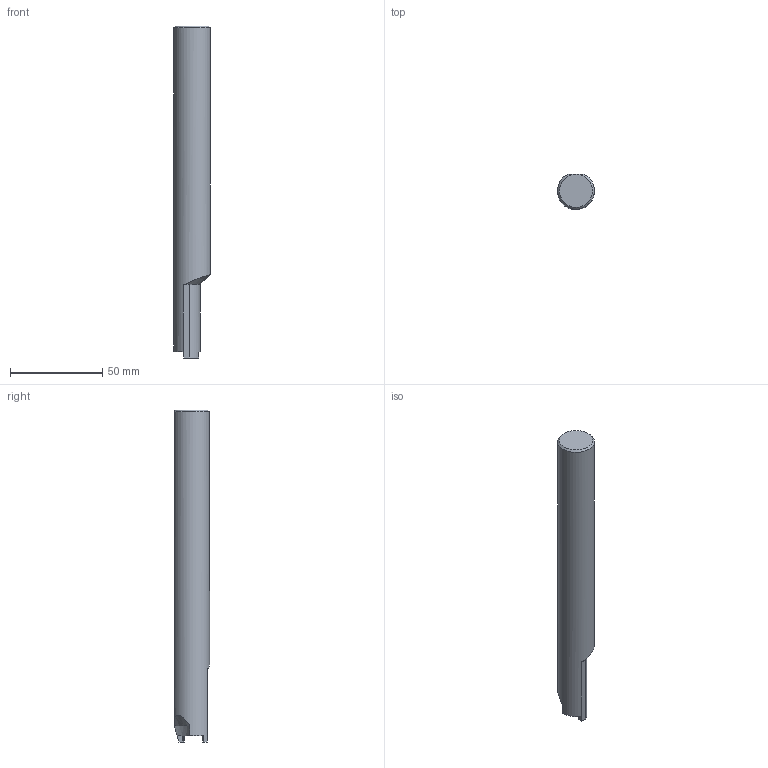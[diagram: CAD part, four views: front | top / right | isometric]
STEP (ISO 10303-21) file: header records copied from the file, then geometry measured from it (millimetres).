
FILE_DESCRIPTION (( 'STEP AP214' ), '1' );
FILE_NAME ('70860117.step', '2013-07-29T13:32:54', ( '' ), ( '' ), 'SwSTEP 2.0', 'SolidWorks 2013', '' );
FILE_SCHEMA (( 'AUTOMOTIVE_DESIGN' ));
Length unit declared in the file: millimetre
Products named in the file (1): 70860117
Bounding box: 19.96 x 18.99 x 180 mm (x, y, z)
Volume: 49908.6 mm3; surface area: 11388.9 mm2
Topology: 1 solids, 1 shells, 29 faces, 72 edges, 48 vertices
Faces by surface type: plane 19, cylinder 6, cone 3, torus 1
Full cylindrical faces by diameter (mm): 2.5 x3
Entity records: 940 total; most frequent: CARTESIAN_POINT 245, DIRECTION 136, ORIENTED_EDGE 132, EDGE_CURVE 66, AXIS2_PLACEMENT_3D 50, VERTEX_POINT 45, LINE 36, VECTOR 36
